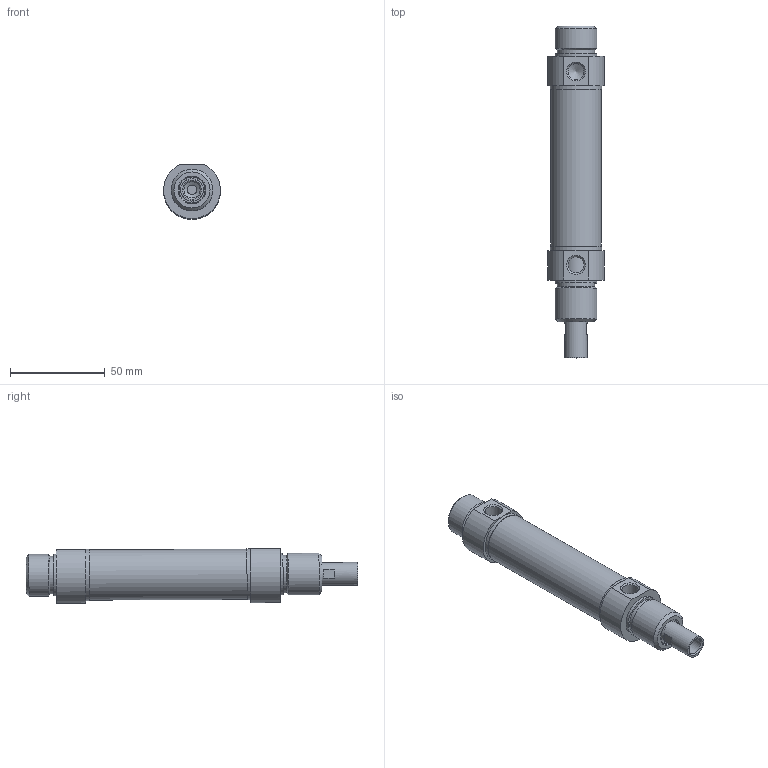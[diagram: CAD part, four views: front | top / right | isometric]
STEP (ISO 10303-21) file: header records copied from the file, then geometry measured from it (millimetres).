
FILE_DESCRIPTION(/* description */ (''),/* implementation_level */ '2;1');
FILE_NAME(/* name */ 'ODM025.050.GS.FT.stp',/* time_stamp */ '2019-02-06T15:52:13+01:00',/* author */ ('carlo.corazza'),/* organization */ (''),/* preprocessor_version */ 'ST-DEVELOPER v16.5',/* originating_system */ 'Autodesk Inventor 2017',/* authorisation */ '');
FILE_SCHEMA (('AUTOMOTIVE_DESIGN { 1 0 10303 214 3 1 1 }'));
Length unit declared in the file: millimetre
Products named in the file (5): ODM025.050.GS.FT; 10.9---.000.0-050; CORPO-050; TA; TP-FT
Assembly tree (4 placements, depth 2):
  ODM025.050.GS.FT
    10.9---.000.0-050
    CORPO-050
    TA
    TP-FT
Bounding box: 29.91 x 175.07 x 28.97 mm (x, y, z)
Volume: 53316.4 mm3; surface area: 31827.6 mm2
Topology: 4 solids, 4 shells, 99 faces, 186 edges, 112 vertices
Faces by surface type: plane 32, cylinder 31, cone 28, torus 8
Full cylindrical faces by diameter (mm): 3 x2, 5 x2, 8 x1, 8.566 x4, 10.5 x1, 11.1 x1, 12 x1, 14 x1, 14.1 x1, 16.1 x1, 16.2 x1, 19.7 x2, 22 x4, 22.9 x1, 25 x2, 26.5 x1, 27 x2
Entity records: 2444 total; most frequent: CARTESIAN_POINT 423, DIRECTION 418, ORIENTED_EDGE 226, AXIS2_PLACEMENT_3D 200, EDGE_LOOP 188, EDGE_CURVE 113, VERTEX_POINT 103, FACE_OUTER_BOUND 99
